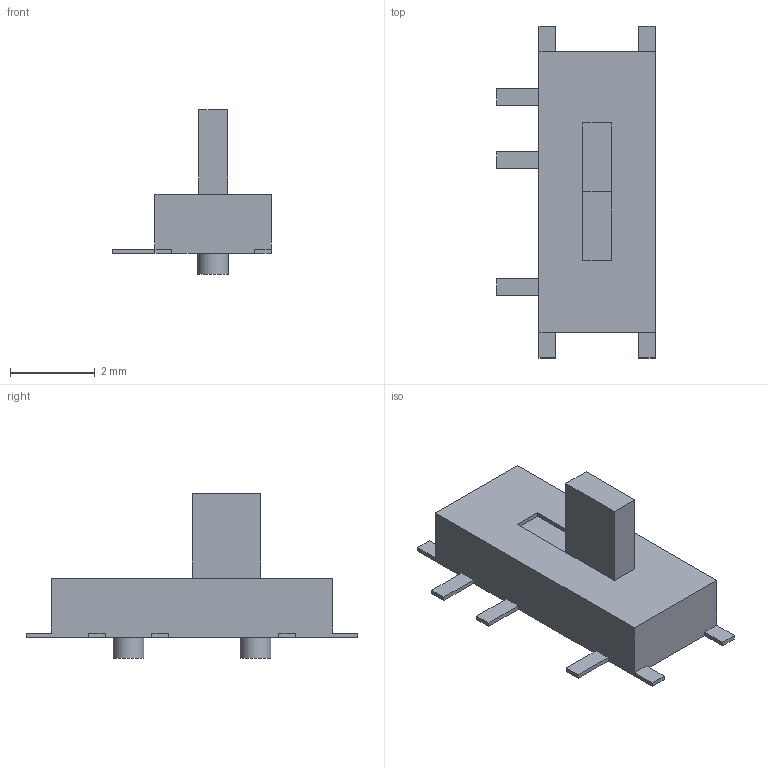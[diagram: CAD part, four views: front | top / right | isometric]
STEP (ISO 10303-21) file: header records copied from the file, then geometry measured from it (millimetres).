
FILE_DESCRIPTION(/* description */ ('STEP AP242','CAx-IF Rec.Pracs.---Representation and Presentation of Product Manufacturing Information (PMI)---4.0---2014-10-13','CAx-IF Rec.Pracs.---3D Tessellated Geometry---0.4---2014-09-14','2;1'),/* implementation_level */ '2;1');
FILE_NAME(/* name */ '662e68df2d17b224c93df941',/* time_stamp */ '2024-04-28T15:18:55Z',/* author */ (''),/* organization */ (''),/* preprocessor_version */ 'ST-DEVELOPER v20',/* originating_system */ ' ',/* authorisation */ ' ');
FILE_SCHEMA (('AP242_MANAGED_MODEL_BASED_3D_ENGINEERING_MIM_LF { 1 0 10303 442 1 1 4 }'));
Length unit declared in the file: metre
Products named in the file (1): Part 1
Bounding box: 3.75 x 7.85 x 3.9 mm (x, y, z)
Volume: 28.3 mm3; surface area: 80.3 mm2
Topology: 1 solids, 1 shells, 43 faces, 113 edges, 75 vertices
Faces by surface type: plane 41, cylinder 2
Full cylindrical faces by diameter (mm): 0.73 x2
Entity records: 1532 total; most frequent: CARTESIAN_POINT 228, ORIENTED_EDGE 220, DIRECTION 202, EDGE_CURVE 110, LINE 106, VECTOR 106, VERTEX_POINT 74, EDGE_LOOP 48
